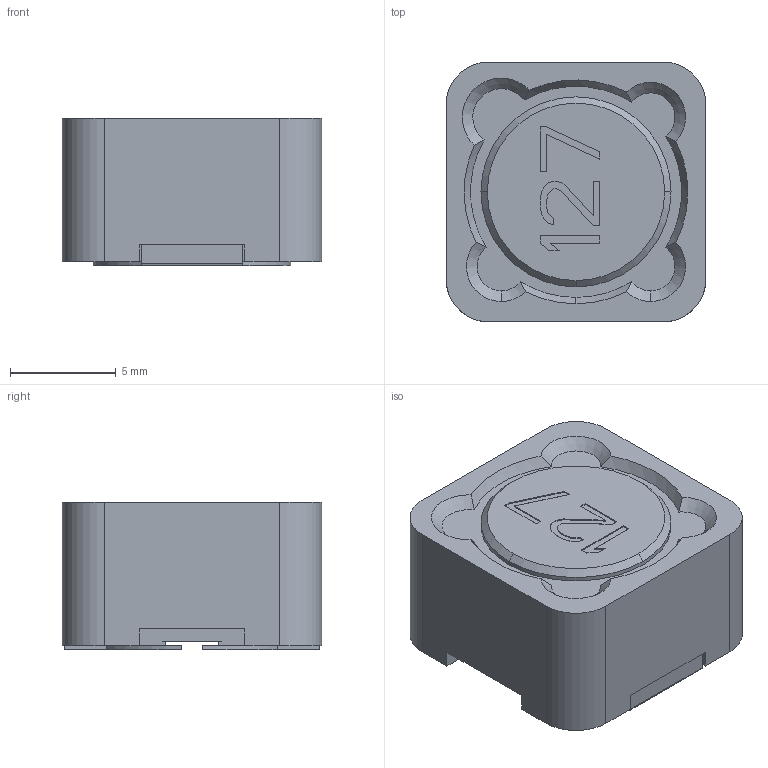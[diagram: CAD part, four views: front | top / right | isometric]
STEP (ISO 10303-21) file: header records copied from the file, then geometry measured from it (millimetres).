
FILE_DESCRIPTION (( 'STEP AP214' ), '1' );
FILE_NAME ('920BC748-1A4F-4C15-B06D-77887A0339F5.STEP', '2024-03-04T15:51:07', ( '' ), ( '' ), 'SwSTEP 2.0', 'SolidWorks 2022', '' );
FILE_SCHEMA (( 'AUTOMOTIVE_DESIGN' ));
Length unit declared in the file: millimetre
Products named in the file (1): 920BC748-1A4F-4C15-B06D-77887A0339F5
Bounding box: 12.3 x 12.3 x 7 mm (x, y, z)
Volume: 968.6 mm3; surface area: 807.3 mm2
Topology: 1 solids, 1 shells, 127 faces, 368 edges, 242 vertices
Faces by surface type: plane 87, cylinder 26, cone 14
Entity records: 4918 total; most frequent: CARTESIAN_POINT 776, ORIENTED_EDGE 736, DIRECTION 698, EDGE_CURVE 368, VECTOR 278, LINE 278, VERTEX_POINT 242, AXIS2_PLACEMENT_3D 210
